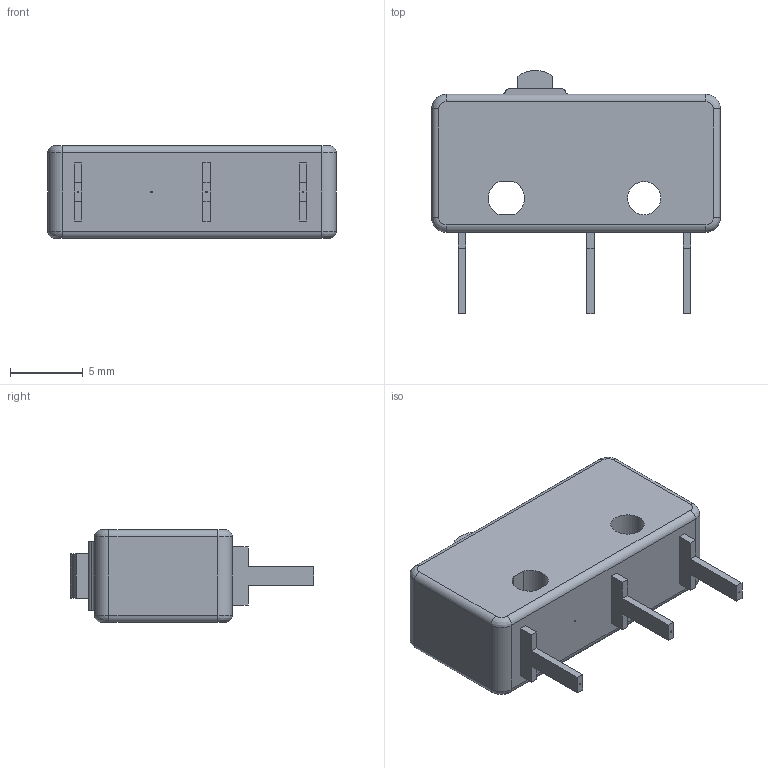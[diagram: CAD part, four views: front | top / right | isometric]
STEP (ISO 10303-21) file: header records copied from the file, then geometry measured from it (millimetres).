
FILE_DESCRIPTION(/* description */ (''),/* implementation_level */ '2;1');
FILE_NAME(/* name */ '100830.stp',/* time_stamp */ '2021-03-30T15:43:22+02:00',/* author */ ('gsc'),/* organization */ (''),/* preprocessor_version */ 'ST-DEVELOPER v16.5',/* originating_system */ 'Autodesk Inventor 2017',/* authorisation */ '');
FILE_SCHEMA (('AUTOMOTIVE_DESIGN { 1 0 10303 214 3 1 1 }'));
Length unit declared in the file: millimetre
Products named in the file (1): 100830
Bounding box: 19.9 x 16.75 x 6.4 mm (x, y, z)
Volume: 1172.8 mm3; surface area: 894.2 mm2
Topology: 1 solids, 1 shells, 77 faces, 191 edges, 121 vertices
Faces by surface type: plane 42, cylinder 24, bspline 8, cone 3
Full cylindrical faces by diameter (mm): 0.1 x4, 2.3 x1
Entity records: 2352 total; most frequent: CARTESIAN_POINT 473, DIRECTION 374, ORIENTED_EDGE 360, EDGE_CURVE 180, AXIS2_PLACEMENT_3D 125, LINE 124, VECTOR 124, VERTEX_POINT 118
